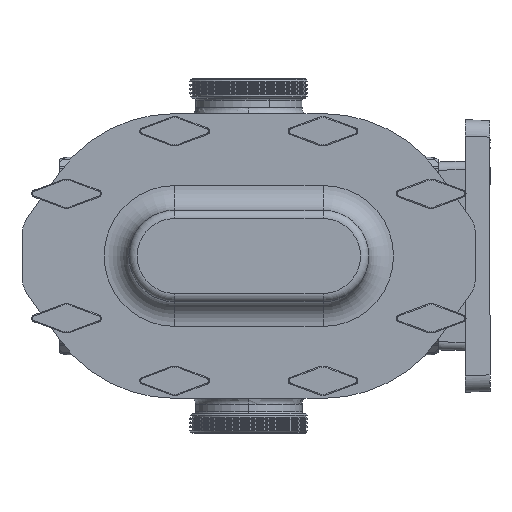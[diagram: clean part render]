
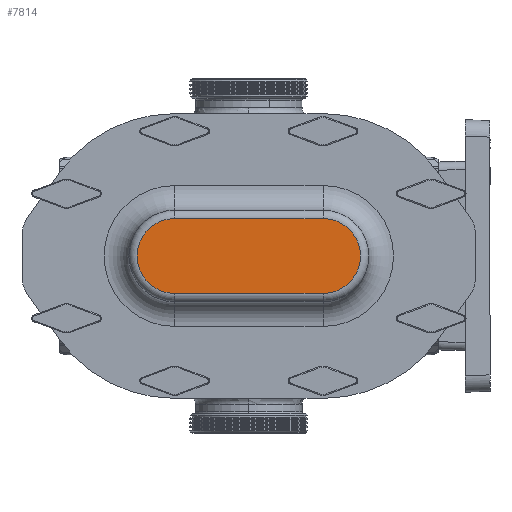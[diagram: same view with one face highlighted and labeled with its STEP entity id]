
A CAD part, left-side view. The second image highlights one B-rep face of the part: STEP entity #7814.
In plain terms, the highlighted planar face has unit normal (-1, 0, 0).
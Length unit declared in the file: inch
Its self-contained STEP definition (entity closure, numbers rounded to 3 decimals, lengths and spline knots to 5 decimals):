
#3882 = EDGE_CURVE ( 'NONE', #29749, #34284, #20757, .T. ) ;
#4368 = DIRECTION ( 'NONE',  ( -1., 0., 0. ) ) ;
#4708 = DIRECTION ( 'NONE',  ( -1., 0., 0. ) ) ;
#6428 = DIRECTION ( 'NONE',  ( 0., -1., 0. ) ) ;
#7054 = EDGE_LOOP ( 'NONE', ( #24367, #23733, #31352, #34414 ) ) ;
#7260 = CARTESIAN_POINT ( 'NONE',  ( -2.21, 2.25, 0. ) ) ;
#7649 = CIRCLE ( 'NONE', #34518, 1.135 ) ;
#7814 = ADVANCED_FACE ( 'NONE', ( #35772 ), #17466, .T. ) ;
#9728 = CARTESIAN_POINT ( 'NONE',  ( -2.21, -2.25, -1.135 ) ) ;
#10131 = LINE ( 'NONE', #9728, #32410 ) ;
#10504 = AXIS2_PLACEMENT_3D ( 'NONE', #39653, #4708, #14410 ) ;
#11900 = DIRECTION ( 'NONE',  ( 0., 0., 1. ) ) ;
#12315 = DIRECTION ( 'NONE',  ( -1., 0., 0. ) ) ;
#14410 = DIRECTION ( 'NONE',  ( 0., 0., 1. ) ) ;
#17466 = PLANE ( 'NONE',  #10504 ) ;
#17632 = EDGE_CURVE ( 'NONE', #34827, #29749, #21989, .T. ) ;
#20454 = EDGE_CURVE ( 'NONE', #34284, #33805, #7649, .T. ) ;
#20757 = LINE ( 'NONE', #33292, #34310 ) ;
#21989 = CIRCLE ( 'NONE', #39077, 1.135 ) ;
#23733 = ORIENTED_EDGE ( 'NONE', *, *, #20454, .T. ) ;
#24367 = ORIENTED_EDGE ( 'NONE', *, *, #3882, .T. ) ;
#24429 = CARTESIAN_POINT ( 'NONE',  ( -2.21, 2.25, 1.135 ) ) ;
#28675 = CARTESIAN_POINT ( 'NONE',  ( -2.21, -2.25, -1.135 ) ) ;
#29749 = VERTEX_POINT ( 'NONE', #30835 ) ;
#30835 = CARTESIAN_POINT ( 'NONE',  ( -2.21, -2.25, 1.135 ) ) ;
#30982 = CARTESIAN_POINT ( 'NONE',  ( -2.21, -2.25, 0. ) ) ;
#31352 = ORIENTED_EDGE ( 'NONE', *, *, #33041, .T. ) ;
#32410 = VECTOR ( 'NONE', #6428, 39.37008 ) ;
#33041 = EDGE_CURVE ( 'NONE', #33805, #34827, #10131, .T. ) ;
#33292 = CARTESIAN_POINT ( 'NONE',  ( -2.21, 2.25, 1.135 ) ) ;
#33805 = VERTEX_POINT ( 'NONE', #37129 ) ;
#34284 = VERTEX_POINT ( 'NONE', #24429 ) ;
#34310 = VECTOR ( 'NONE', #39659, 39.37008 ) ;
#34414 = ORIENTED_EDGE ( 'NONE', *, *, #17632, .T. ) ;
#34518 = AXIS2_PLACEMENT_3D ( 'NONE', #7260, #4368, #35819 ) ;
#34827 = VERTEX_POINT ( 'NONE', #28675 ) ;
#35772 = FACE_OUTER_BOUND ( 'NONE', #7054, .T. ) ;
#35819 = DIRECTION ( 'NONE',  ( 0., 0., 1. ) ) ;
#37129 = CARTESIAN_POINT ( 'NONE',  ( -2.21, 2.25, -1.135 ) ) ;
#39077 = AXIS2_PLACEMENT_3D ( 'NONE', #30982, #12315, #11900 ) ;
#39653 = CARTESIAN_POINT ( 'NONE',  ( -2.21, 2.25, 0. ) ) ;
#39659 = DIRECTION ( 'NONE',  ( 0., 1., 0. ) ) ;
